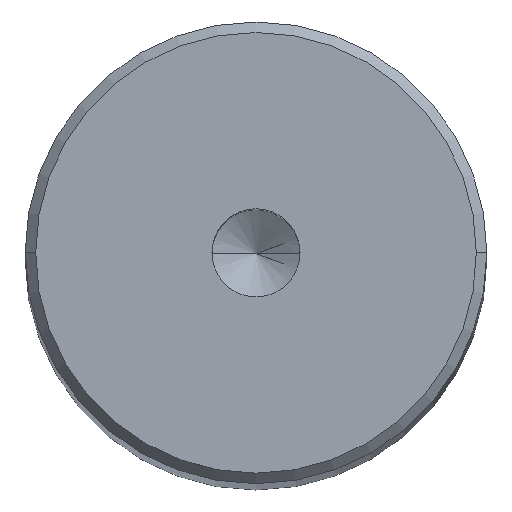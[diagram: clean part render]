
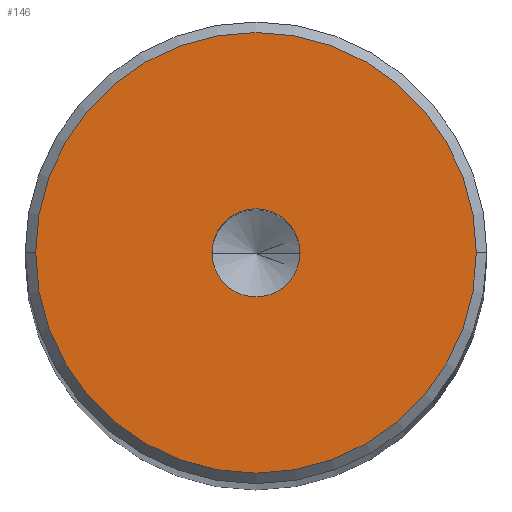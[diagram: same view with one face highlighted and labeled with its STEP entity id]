
A CAD part, top view. The second image highlights one B-rep face of the part: STEP entity #146.
In plain terms, the highlighted planar face has unit normal (0, 0, 1).
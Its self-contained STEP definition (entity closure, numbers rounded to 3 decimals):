
#23 = CIRCLE ( 'NONE', #578, 2.1 ) ;
#27 = EDGE_CURVE ( 'NONE', #387, #176, #23, .T. ) ;
#41 = EDGE_CURVE ( 'NONE', #563, #153, #128, .T. ) ;
#43 = DIRECTION ( 'NONE',  ( 1., 0., 0. ) ) ;
#63 = ORIENTED_EDGE ( 'NONE', *, *, #583, .F. ) ;
#79 = CARTESIAN_POINT ( 'NONE',  ( 10.5, 0., 0. ) ) ;
#80 = CARTESIAN_POINT ( 'NONE',  ( 0., 0., 0. ) ) ;
#98 = CARTESIAN_POINT ( 'NONE',  ( 2.1, 0., 0. ) ) ;
#101 = AXIS2_PLACEMENT_3D ( 'NONE', #454, #233, #462 ) ;
#116 = ORIENTED_EDGE ( 'NONE', *, *, #27, .F. ) ;
#121 = CARTESIAN_POINT ( 'NONE',  ( 0., 0., 0. ) ) ;
#128 = CIRCLE ( 'NONE', #466, 10.5 ) ;
#130 = CARTESIAN_POINT ( 'NONE',  ( 0., 0., 0. ) ) ;
#146 = ADVANCED_FACE ( 'NONE', ( #410, #271 ), #186, .T. ) ;
#147 = CARTESIAN_POINT ( 'NONE',  ( -2.1, 0., 0. ) ) ;
#153 = VERTEX_POINT ( 'NONE', #512 ) ;
#171 = DIRECTION ( 'NONE',  ( 1., 0., 0. ) ) ;
#176 = VERTEX_POINT ( 'NONE', #147 ) ;
#186 = PLANE ( 'NONE',  #101 ) ;
#203 = ORIENTED_EDGE ( 'NONE', *, *, #516, .T. ) ;
#209 = EDGE_LOOP ( 'NONE', ( #203, #531 ) ) ;
#213 = CARTESIAN_POINT ( 'NONE',  ( 0., 0., 0. ) ) ;
#215 = CIRCLE ( 'NONE', #264, 10.5 ) ;
#217 = DIRECTION ( 'NONE',  ( 1., 0., 0. ) ) ;
#233 = DIRECTION ( 'NONE',  ( 0., 0., 1. ) ) ;
#264 = AXIS2_PLACEMENT_3D ( 'NONE', #121, #304, #448 ) ;
#271 = FACE_OUTER_BOUND ( 'NONE', #209, .T. ) ;
#304 = DIRECTION ( 'NONE',  ( 0., 0., 1. ) ) ;
#318 = AXIS2_PLACEMENT_3D ( 'NONE', #130, #497, #43 ) ;
#387 = VERTEX_POINT ( 'NONE', #98 ) ;
#389 = DIRECTION ( 'NONE',  ( 0., 0., 1. ) ) ;
#391 = DIRECTION ( 'NONE',  ( 0., 0., 1. ) ) ;
#410 = FACE_BOUND ( 'NONE', #584, .T. ) ;
#448 = DIRECTION ( 'NONE',  ( 1., 0., 0. ) ) ;
#454 = CARTESIAN_POINT ( 'NONE',  ( 0., 0., 0. ) ) ;
#462 = DIRECTION ( 'NONE',  ( 1., 0., 0. ) ) ;
#466 = AXIS2_PLACEMENT_3D ( 'NONE', #80, #391, #217 ) ;
#497 = DIRECTION ( 'NONE',  ( 0., 0., 1. ) ) ;
#512 = CARTESIAN_POINT ( 'NONE',  ( -10.5, 0., 0. ) ) ;
#516 = EDGE_CURVE ( 'NONE', #153, #563, #215, .T. ) ;
#527 = CIRCLE ( 'NONE', #318, 2.1 ) ;
#531 = ORIENTED_EDGE ( 'NONE', *, *, #41, .T. ) ;
#563 = VERTEX_POINT ( 'NONE', #79 ) ;
#578 = AXIS2_PLACEMENT_3D ( 'NONE', #213, #389, #171 ) ;
#583 = EDGE_CURVE ( 'NONE', #176, #387, #527, .T. ) ;
#584 = EDGE_LOOP ( 'NONE', ( #116, #63 ) ) ;
